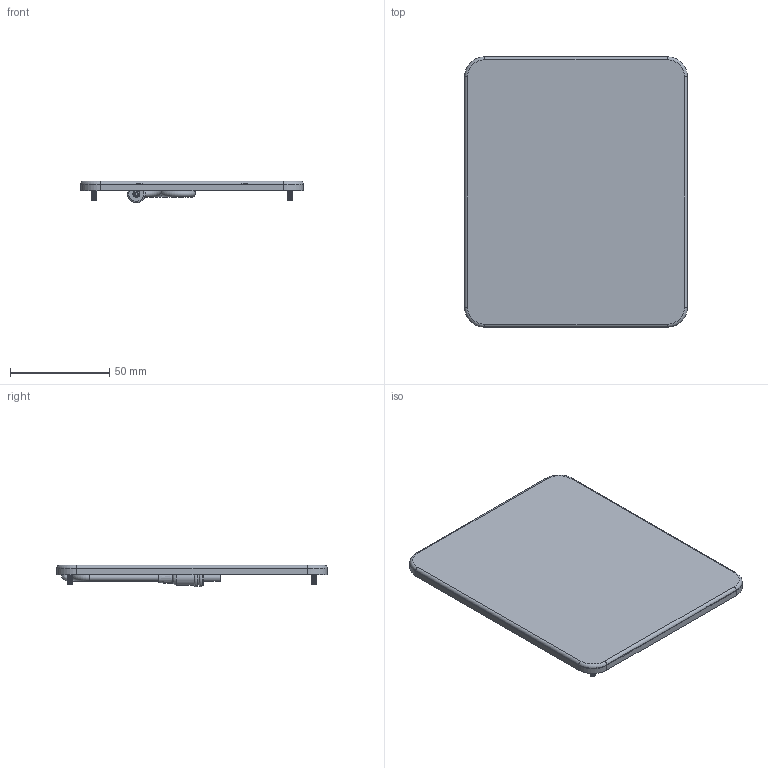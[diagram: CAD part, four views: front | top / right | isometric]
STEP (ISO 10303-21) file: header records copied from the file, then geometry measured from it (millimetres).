
FILE_DESCRIPTION(/* description */ (''),/* implementation_level */ '2;1');
FILE_NAME(/* name */ 'P102 R2A.stp',/* time_stamp */ '2020-08-03T08:58:01-07:00',/* author */ ('splic'),/* organization */ (''),/* preprocessor_version */ 'ST-DEVELOPER v18.1',/* originating_system */ 'Autodesk Inventor 2021',/* authorisation */ '');
FILE_SCHEMA (('AUTOMOTIVE_DESIGN { 1 0 10303 214 3 1 1 }'));
Products named in the file (6): 2.2W 6V 112x136mm ASSEMBLY 2017 7 3.ipt; 2.2W 6V 112x136mm CURRENT 2017 7 3; 4-40 8mm SS316 Panel Screw; Wire 17 w M3511 (2 Bends).ipt; 3.2mm Wire (2 Bends); M3511 Plug
Assembly tree (8 placements, depth 3):
  2.2W 6V 112x136mm ASSEMBLY 2017 7 3.ipt
    2.2W 6V 112x136mm CURRENT 2017 7 3
    4-40 8mm SS316 Panel Screw  x4
    Wire 17 w M3511 (2 Bends).ipt
      3.2mm Wire (2 Bends)
      M3511 Plug
Bounding box: 112 x 136 x 10.9 mm (x, y, z)
Volume: 124056.2 mm3; surface area: 68712.8 mm2
Topology: 20 solids, 20 shells, 409 faces, 1083 edges, 719 vertices
Faces by surface type: plane 255, cylinder 125, torus 10, bspline 10, cone 9
Full cylindrical faces by diameter (mm): 1.5 x1, 2.088 x40, 2.1 x4, 2.781 x44, 3.2 x3, 3.3 x1, 3.5 x1, 5 x4, 7.5 x3
Entity records: 19915 total; most frequent: CARTESIAN_POINT 12345, ORIENTED_EDGE 1538, DIRECTION 1432, EDGE_CURVE 769, LINE 612, VECTOR 612, VERTEX_POINT 512, AXIS2_PLACEMENT_3D 410
